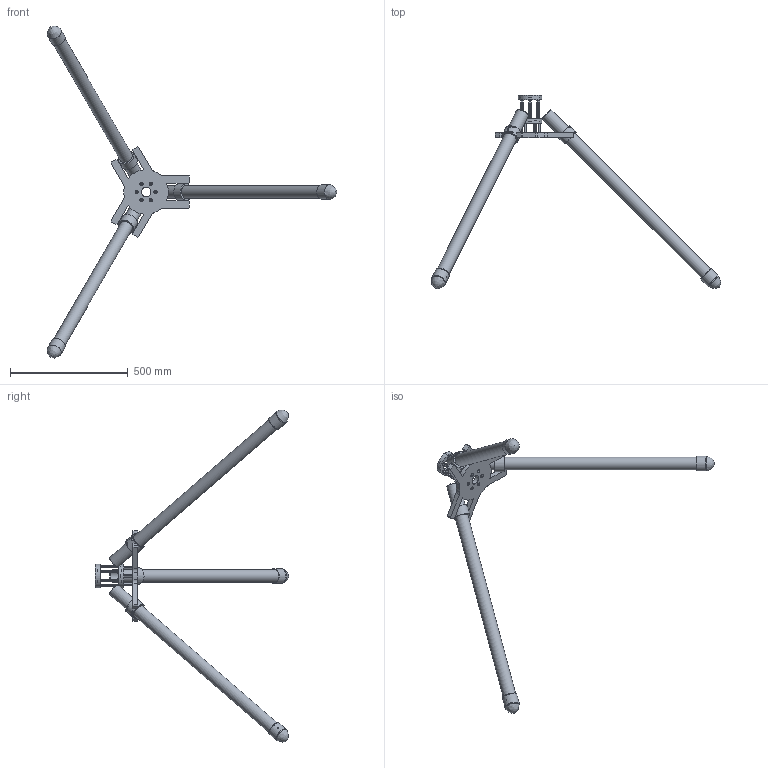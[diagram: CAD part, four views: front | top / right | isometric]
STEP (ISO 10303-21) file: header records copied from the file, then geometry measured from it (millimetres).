
FILE_DESCRIPTION(/* description */ (''),/* implementation_level */ '2;1');
FILE_NAME(/* name */ 'OpenTripod v6.step',/* time_stamp */ '2024-08-25T14:24:41+10:00',/* author */ (''),/* organization */ (''),/* preprocessor_version */ 'ST-DEVELOPER v20',/* originating_system */ 'Autodesk Translation Framework v13.14.0.145',/* authorisation */ '');
FILE_SCHEMA (('AUTOMOTIVE_DESIGN { 1 0 10303 214 3 1 1 }'));
Length unit declared in the file: millimetre
Products named in the file (1): OpenTripod
Bounding box: 1231.84 x 822.29 x 1412.38 mm (x, y, z)
Volume: 2958611 mm3; surface area: 1334239.2 mm2
Topology: 24 solids, 24 shells, 355 faces, 869 edges, 582 vertices
Faces by surface type: plane 230, cylinder 116, cone 6, bspline 3
Full cylindrical faces by diameter (mm): 3 x3, 4 x12, 8.5 x24, 12 x6, 14 x24, 40 x1, 49 x3, 55 x3, 57 x3, 60 x2, 63 x3, 100 x2
Entity records: 11313 total; most frequent: CARTESIAN_POINT 2569, DIRECTION 1784, ORIENTED_EDGE 1726, EDGE_CURVE 863, AXIS2_PLACEMENT_3D 625, VERTEX_POINT 582, LINE 534, VECTOR 534
